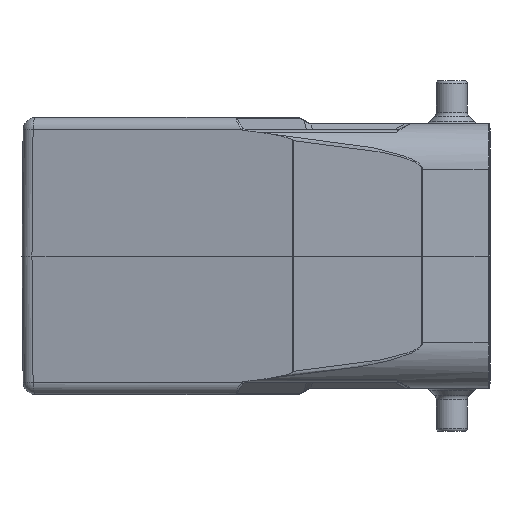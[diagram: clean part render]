
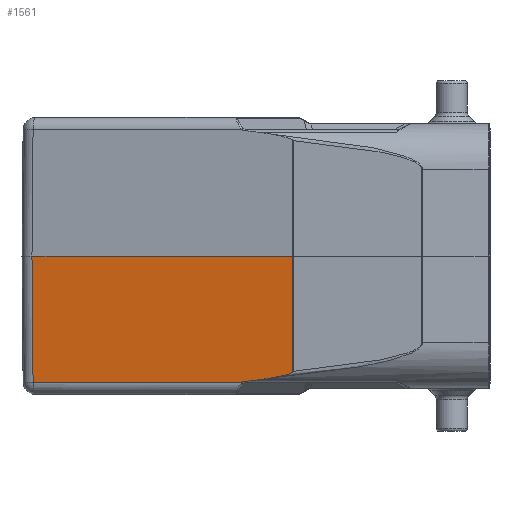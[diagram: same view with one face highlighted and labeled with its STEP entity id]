
A CAD part, left-side view. The second image highlights one B-rep face of the part: STEP entity #1561.
In plain terms, the highlighted planar face has unit normal (-0.982, 0.191, -0.009).
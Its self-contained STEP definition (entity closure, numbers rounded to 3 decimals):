
#295=B_SPLINE_CURVE_WITH_KNOTS('',3,(#17665,#17666,#17667,#17668,#17669,
#17670,#17671,#17672,#17673,#17674),.UNSPECIFIED.,.F.,.F.,(4,3,3,4),(0.,
0.092,0.449,1.),.UNSPECIFIED.);
#987=FACE_OUTER_BOUND('',#2687,.T.);
#1561=ADVANCED_FACE('',(#987),#1858,.T.);
#1858=PLANE('',#10451);
#2058=ELLIPSE('',#10449,10.482,2.);
#2059=ELLIPSE('',#10450,39.308,7.5);
#2687=EDGE_LOOP('',(#5184,#5185,#5186,#5187,#5188,#5189,#5190,#5191));
#5184=ORIENTED_EDGE('',*,*,#7853,.T.);
#5185=ORIENTED_EDGE('',*,*,#7854,.F.);
#5186=ORIENTED_EDGE('',*,*,#7855,.F.);
#5187=ORIENTED_EDGE('',*,*,#7838,.F.);
#5188=ORIENTED_EDGE('',*,*,#7848,.F.);
#5189=ORIENTED_EDGE('',*,*,#7856,.T.);
#5190=ORIENTED_EDGE('',*,*,#7857,.T.);
#5191=ORIENTED_EDGE('',*,*,#7850,.F.);
#6602=VERTEX_POINT('',#17655);
#6603=VERTEX_POINT('',#17664);
#6608=VERTEX_POINT('',#17826);
#6609=VERTEX_POINT('',#17832);
#6611=VERTEX_POINT('',#17835);
#6613=VERTEX_POINT('',#17841);
#6614=VERTEX_POINT('',#17843);
#6615=VERTEX_POINT('',#17846);
#7838=EDGE_CURVE('',#6603,#6602,#295,.T.);
#7848=EDGE_CURVE('',#6608,#6603,#8707,.T.);
#7850=EDGE_CURVE('',#6609,#6611,#8708,.T.);
#7853=EDGE_CURVE('',#6609,#6613,#8710,.T.);
#7854=EDGE_CURVE('',#6614,#6613,#2058,.T.);
#7855=EDGE_CURVE('',#6602,#6614,#2059,.T.);
#7856=EDGE_CURVE('',#6608,#6615,#8711,.T.);
#7857=EDGE_CURVE('',#6615,#6611,#8712,.T.);
#8707=LINE('',#17829,#9443);
#8708=LINE('',#17834,#9444);
#8710=LINE('',#17840,#9446);
#8711=LINE('',#17845,#9447);
#8712=LINE('',#17847,#9448);
#9443=VECTOR('',#12769,1.);
#9444=VECTOR('',#12774,1.);
#9446=VECTOR('',#12780,1.);
#9447=VECTOR('',#12785,1.);
#9448=VECTOR('',#12786,1.);
#10449=AXIS2_PLACEMENT_3D('',#17842,#12781,#12782);
#10450=AXIS2_PLACEMENT_3D('',#17844,#12783,#12784);
#10451=AXIS2_PLACEMENT_3D('',#17848,#12787,#12788);
#12769=DIRECTION('',(0.009,-0.001,-1.));
#12774=DIRECTION('',(0.191,0.982,0.));
#12780=DIRECTION('',(-0.13,-0.634,0.763));
#12781=DIRECTION('',(0.982,-0.191,0.009));
#12782=DIRECTION('',(0.191,0.982,0.002));
#12783=DIRECTION('',(0.982,-0.191,0.009));
#12784=DIRECTION('',(0.191,0.982,0.002));
#12785=DIRECTION('',(0.191,0.982,0.));
#12786=DIRECTION('',(0.007,-0.009,-1.));
#12787=DIRECTION('',(-0.982,0.191,-0.009));
#12788=DIRECTION('',(-0.191,-0.982,0.));
#17655=CARTESIAN_POINT('',(-43.862,3.672,-19.817));
#17664=CARTESIAN_POINT('',(-44.58,0.024,-18.83));
#17665=CARTESIAN_POINT('',(-44.58,0.024,-18.83));
#17666=CARTESIAN_POINT('',(-44.564,0.102,-18.917));
#17667=CARTESIAN_POINT('',(-44.542,0.213,-18.97));
#17668=CARTESIAN_POINT('',(-44.521,0.318,-19.019));
#17669=CARTESIAN_POINT('',(-44.439,0.729,-19.21));
#17670=CARTESIAN_POINT('',(-44.352,1.174,-19.317));
#17671=CARTESIAN_POINT('',(-44.265,1.614,-19.421));
#17672=CARTESIAN_POINT('',(-44.132,2.294,-19.582));
#17673=CARTESIAN_POINT('',(-43.997,2.982,-19.707));
#17674=CARTESIAN_POINT('',(-43.862,3.672,-19.817));
#17826=CARTESIAN_POINT('',(-44.743,0.048,0.));
#17829=CARTESIAN_POINT('',(-44.743,0.048,0.003));
#17832=CARTESIAN_POINT('',(-42.957,8.295,-20.517));
#17834=CARTESIAN_POINT('',(-42.957,8.295,-20.517));
#17835=CARTESIAN_POINT('',(-36.366,42.203,-20.517));
#17840=CARTESIAN_POINT('',(-46.306,-8.036,-0.864));
#17841=CARTESIAN_POINT('',(-42.981,8.178,-20.377));
#17842=CARTESIAN_POINT('',(-42.29,11.82,-18.5));
#17843=CARTESIAN_POINT('',(-43.44,5.83,-20.136));
#17844=CARTESIAN_POINT('',(-39.128,28.295,-14.));
#17845=CARTESIAN_POINT('',(-44.742,0.05,0.));
#17846=CARTESIAN_POINT('',(-36.514,42.382,0.));
#17847=CARTESIAN_POINT('',(-36.514,42.382,0.));
#17848=CARTESIAN_POINT('',(-46.119,-7.035,0.));
